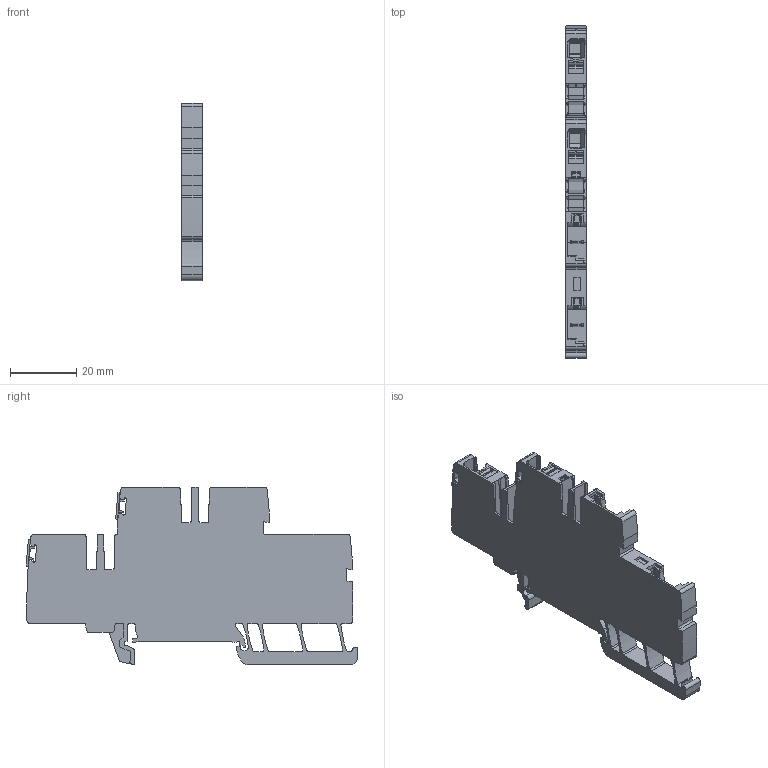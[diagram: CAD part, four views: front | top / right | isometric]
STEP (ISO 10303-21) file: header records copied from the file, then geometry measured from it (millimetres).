
FILE_DESCRIPTION(('CATIA V5R22 STEP214','CAx-IF Rec.Pracs.--- Model Styling and Organization---1.4--- 2014-01-23'),'2;1');
FILE_NAME ('1135716-2_1', '2019-07-10T05:23:40+00:00', ('Weidmueller Interface'), ('Weidmueller'), 'CATIA Version 5-6 Release 2016 SP3 HF44', 'CATIA V5 STEP AP214', 'none');
FILE_SCHEMA(('AUTOMOTIVE_DESIGN { 1 0 10303 214 1 1 1 1 }'));
Length unit declared in the file: millimetre
Products named in the file (1): 2676090000_APGTB_4_2T_VL_4C-2_DL
Bounding box: 6.1 x 100.19 x 53.61 mm (x, y, z)
Volume: 18015 mm3; surface area: 13168.4 mm2
Topology: 10 solids, 10 shells, 841 faces, 2406 edges, 1578 vertices
Faces by surface type: plane 472, cylinder 322, extrusion 17, bspline 16, torus 11, sphere 3
Entity records: 32460 total; most frequent: CARTESIAN_POINT 10588, ORIENTED_EDGE 4790, DIRECTION 3602, EDGE_CURVE 2395, VECTOR 1676, LINE 1659, VERTEX_POINT 1578, AXIS2_PLACEMENT_3D 1220
